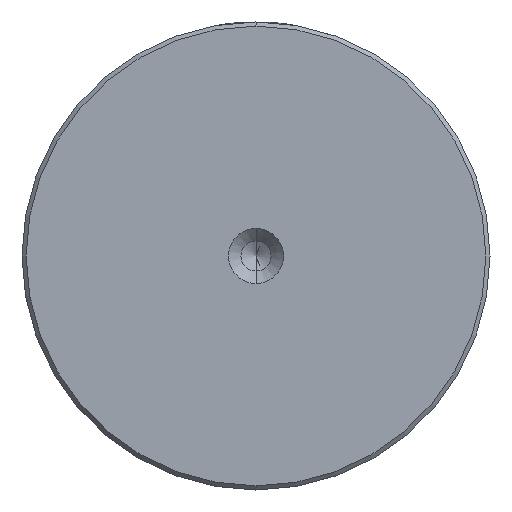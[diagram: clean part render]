
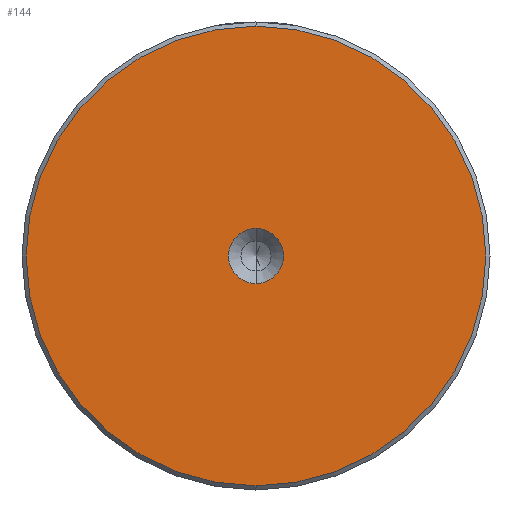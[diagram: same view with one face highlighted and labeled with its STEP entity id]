
A CAD part, left-side view. The second image highlights one B-rep face of the part: STEP entity #144.
In plain terms, the highlighted planar face has unit normal (-1, 0, 0).
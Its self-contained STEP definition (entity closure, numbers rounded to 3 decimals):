
#65 = AXIS2_PLACEMENT_3D ( 'NONE', #162, #1511, #352 ) ;
#140 = PLANE ( 'NONE',  #1957 ) ;
#144 = ADVANCED_FACE ( 'NONE', ( #208, #1626 ), #140, .T. ) ;
#162 = CARTESIAN_POINT ( 'NONE',  ( 0., 0., 0. ) ) ;
#208 = FACE_OUTER_BOUND ( 'NONE', #252, .T. ) ;
#221 = EDGE_CURVE ( 'NONE', #1041, #1358, #2082, .T. ) ;
#252 = EDGE_LOOP ( 'NONE', ( #1725, #428 ) ) ;
#258 = DIRECTION ( 'NONE',  ( -1., 0., 0. ) ) ;
#352 = DIRECTION ( 'NONE',  ( 0., 0., 1. ) ) ;
#428 = ORIENTED_EDGE ( 'NONE', *, *, #859, .T. ) ;
#638 = CIRCLE ( 'NONE', #1756, 3.3 ) ;
#657 = VERTEX_POINT ( 'NONE', #1655 ) ;
#859 = EDGE_CURVE ( 'NONE', #1358, #1041, #1859, .T. ) ;
#903 = DIRECTION ( 'NONE',  ( -1., 0., 0. ) ) ;
#1021 = DIRECTION ( 'NONE',  ( -1., 0., 0. ) ) ;
#1041 = VERTEX_POINT ( 'NONE', #1860 ) ;
#1088 = ORIENTED_EDGE ( 'NONE', *, *, #1831, .F. ) ;
#1094 = CARTESIAN_POINT ( 'NONE',  ( 0., 0., 0. ) ) ;
#1103 = DIRECTION ( 'NONE',  ( 0., 0., 1. ) ) ;
#1112 = DIRECTION ( 'NONE',  ( -1., 0., 0. ) ) ;
#1236 = CARTESIAN_POINT ( 'NONE',  ( 0., 0., 0. ) ) ;
#1292 = CARTESIAN_POINT ( 'NONE',  ( 0., 0., 27.5 ) ) ;
#1350 = VERTEX_POINT ( 'NONE', #1557 ) ;
#1358 = VERTEX_POINT ( 'NONE', #1292 ) ;
#1418 = CARTESIAN_POINT ( 'NONE',  ( 0., 0., 0. ) ) ;
#1511 = DIRECTION ( 'NONE',  ( -1., 0., 0. ) ) ;
#1557 = CARTESIAN_POINT ( 'NONE',  ( 0., 0., -3.3 ) ) ;
#1622 = DIRECTION ( 'NONE',  ( 0., 0., 1. ) ) ;
#1623 = EDGE_CURVE ( 'NONE', #657, #1350, #1979, .T. ) ;
#1626 = FACE_BOUND ( 'NONE', #1638, .T. ) ;
#1638 = EDGE_LOOP ( 'NONE', ( #2375, #1088 ) ) ;
#1655 = CARTESIAN_POINT ( 'NONE',  ( 0., 0., 3.3 ) ) ;
#1725 = ORIENTED_EDGE ( 'NONE', *, *, #221, .T. ) ;
#1756 = AXIS2_PLACEMENT_3D ( 'NONE', #1418, #258, #1622 ) ;
#1831 = EDGE_CURVE ( 'NONE', #1350, #657, #638, .T. ) ;
#1859 = CIRCLE ( 'NONE', #2010, 27.5 ) ;
#1860 = CARTESIAN_POINT ( 'NONE',  ( 0., 0., -27.5 ) ) ;
#1957 = AXIS2_PLACEMENT_3D ( 'NONE', #1094, #903, #2446 ) ;
#1979 = CIRCLE ( 'NONE', #65, 3.3 ) ;
#2010 = AXIS2_PLACEMENT_3D ( 'NONE', #2174, #1021, #2368 ) ;
#2082 = CIRCLE ( 'NONE', #2335, 27.5 ) ;
#2174 = CARTESIAN_POINT ( 'NONE',  ( 0., 0., 0. ) ) ;
#2335 = AXIS2_PLACEMENT_3D ( 'NONE', #1236, #1112, #1103 ) ;
#2368 = DIRECTION ( 'NONE',  ( 0., 0., 1. ) ) ;
#2375 = ORIENTED_EDGE ( 'NONE', *, *, #1623, .F. ) ;
#2446 = DIRECTION ( 'NONE',  ( 0., 0., 1. ) ) ;
